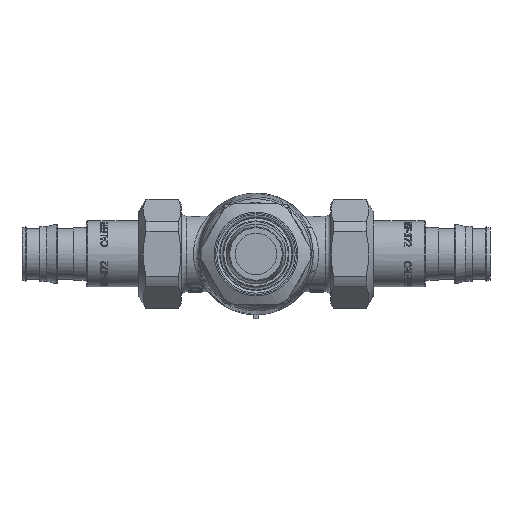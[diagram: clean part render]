
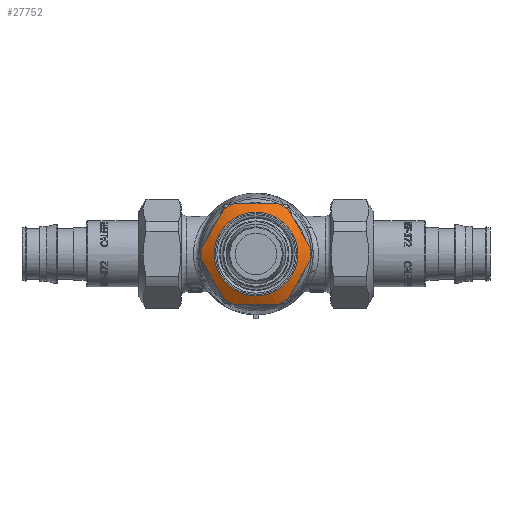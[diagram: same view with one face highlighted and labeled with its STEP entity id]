
A CAD part, front view. The second image highlights one B-rep face of the part: STEP entity #27752.
In plain terms, the highlighted conical face has half-angle 60 degrees and reference radius 17.78 mm.
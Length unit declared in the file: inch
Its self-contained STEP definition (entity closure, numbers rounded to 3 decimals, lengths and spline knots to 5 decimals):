
#39=(
BOUNDED_CURVE()
B_SPLINE_CURVE(2,(#105650,#105651,#105652),.UNSPECIFIED.,.F.,.F.)
B_SPLINE_CURVE_WITH_KNOTS((3,3),(0.,1.67512),.UNSPECIFIED.)
CURVE()
GEOMETRIC_REPRESENTATION_ITEM()
RATIONAL_B_SPLINE_CURVE((1.,1.096,1.))
REPRESENTATION_ITEM('')
);
#40=(
BOUNDED_CURVE()
B_SPLINE_CURVE(2,(#105656,#105657,#105658),.UNSPECIFIED.,.F.,.F.)
B_SPLINE_CURVE_WITH_KNOTS((3,3),(0.,1.67512),.UNSPECIFIED.)
CURVE()
GEOMETRIC_REPRESENTATION_ITEM()
RATIONAL_B_SPLINE_CURVE((1.,1.096,1.))
REPRESENTATION_ITEM('')
);
#41=(
BOUNDED_CURVE()
B_SPLINE_CURVE(2,(#105662,#105663,#105664),.UNSPECIFIED.,.F.,.F.)
B_SPLINE_CURVE_WITH_KNOTS((3,3),(0.,1.67512),.UNSPECIFIED.)
CURVE()
GEOMETRIC_REPRESENTATION_ITEM()
RATIONAL_B_SPLINE_CURVE((1.,1.096,1.))
REPRESENTATION_ITEM('')
);
#42=(
BOUNDED_CURVE()
B_SPLINE_CURVE(2,(#105668,#105669,#105670),.UNSPECIFIED.,.F.,.F.)
B_SPLINE_CURVE_WITH_KNOTS((3,3),(0.,1.67512),.UNSPECIFIED.)
CURVE()
GEOMETRIC_REPRESENTATION_ITEM()
RATIONAL_B_SPLINE_CURVE((1.,1.096,1.))
REPRESENTATION_ITEM('')
);
#43=(
BOUNDED_CURVE()
B_SPLINE_CURVE(2,(#105674,#105675,#105676),.UNSPECIFIED.,.F.,.F.)
B_SPLINE_CURVE_WITH_KNOTS((3,3),(0.,1.67512),.UNSPECIFIED.)
CURVE()
GEOMETRIC_REPRESENTATION_ITEM()
RATIONAL_B_SPLINE_CURVE((1.,1.096,1.))
REPRESENTATION_ITEM('')
);
#44=(
BOUNDED_CURVE()
B_SPLINE_CURVE(2,(#105680,#105681,#105682),.UNSPECIFIED.,.F.,.F.)
B_SPLINE_CURVE_WITH_KNOTS((3,3),(0.,1.67512),.UNSPECIFIED.)
CURVE()
GEOMETRIC_REPRESENTATION_ITEM()
RATIONAL_B_SPLINE_CURVE((1.,1.096,1.))
REPRESENTATION_ITEM('')
);
#1233=CONICAL_SURFACE('',#30270,0.7,1.047);
#3300=FACE_OUTER_BOUND('',#5056,.T.);
#5056=EDGE_LOOP('',(#24526,#24527,#24528,#24529,#24530,#24531,#24532,#24533,
#24534,#24535,#24536,#24537,#24538,#24539,#24540,#24541));
#6334=CIRCLE('',#30267,0.60928);
#6336=CIRCLE('',#30271,0.8);
#6337=CIRCLE('',#30272,0.8);
#6338=CIRCLE('',#30273,0.8);
#6339=CIRCLE('',#30274,0.8);
#6340=CIRCLE('',#30275,0.8);
#6341=CIRCLE('',#30276,0.8);
#6342=CIRCLE('',#30277,0.8);
#7774=LINE('',#105646,#9207);
#9207=VECTOR('',#36572,0.7);
#12625=VERTEX_POINT('',#105638);
#12627=VERTEX_POINT('',#105645);
#12628=VERTEX_POINT('',#105647);
#12629=VERTEX_POINT('',#105649);
#12630=VERTEX_POINT('',#105653);
#12631=VERTEX_POINT('',#105655);
#12632=VERTEX_POINT('',#105659);
#12633=VERTEX_POINT('',#105661);
#12634=VERTEX_POINT('',#105665);
#12635=VERTEX_POINT('',#105667);
#12636=VERTEX_POINT('',#105671);
#12637=VERTEX_POINT('',#105673);
#12638=VERTEX_POINT('',#105677);
#12639=VERTEX_POINT('',#105679);
#16597=EDGE_CURVE('',#12625,#12625,#6334,.T.);
#16599=EDGE_CURVE('',#12625,#12627,#7774,.T.);
#16600=EDGE_CURVE('',#12628,#12627,#6336,.T.);
#16601=EDGE_CURVE('',#12629,#12628,#39,.T.);
#16602=EDGE_CURVE('',#12630,#12629,#6337,.T.);
#16603=EDGE_CURVE('',#12631,#12630,#40,.T.);
#16604=EDGE_CURVE('',#12632,#12631,#6338,.T.);
#16605=EDGE_CURVE('',#12633,#12632,#41,.T.);
#16606=EDGE_CURVE('',#12634,#12633,#6339,.T.);
#16607=EDGE_CURVE('',#12635,#12634,#42,.T.);
#16608=EDGE_CURVE('',#12636,#12635,#6340,.T.);
#16609=EDGE_CURVE('',#12637,#12636,#43,.T.);
#16610=EDGE_CURVE('',#12638,#12637,#6341,.T.);
#16611=EDGE_CURVE('',#12639,#12638,#44,.T.);
#16612=EDGE_CURVE('',#12627,#12639,#6342,.T.);
#24526=ORIENTED_EDGE('',*,*,#16597,.F.);
#24527=ORIENTED_EDGE('',*,*,#16599,.T.);
#24528=ORIENTED_EDGE('',*,*,#16600,.F.);
#24529=ORIENTED_EDGE('',*,*,#16601,.F.);
#24530=ORIENTED_EDGE('',*,*,#16602,.F.);
#24531=ORIENTED_EDGE('',*,*,#16603,.F.);
#24532=ORIENTED_EDGE('',*,*,#16604,.F.);
#24533=ORIENTED_EDGE('',*,*,#16605,.F.);
#24534=ORIENTED_EDGE('',*,*,#16606,.F.);
#24535=ORIENTED_EDGE('',*,*,#16607,.F.);
#24536=ORIENTED_EDGE('',*,*,#16608,.F.);
#24537=ORIENTED_EDGE('',*,*,#16609,.F.);
#24538=ORIENTED_EDGE('',*,*,#16610,.F.);
#24539=ORIENTED_EDGE('',*,*,#16611,.F.);
#24540=ORIENTED_EDGE('',*,*,#16612,.F.);
#24541=ORIENTED_EDGE('',*,*,#16599,.F.);
#27752=ADVANCED_FACE('',(#3300),#1233,.T.);
#30267=AXIS2_PLACEMENT_3D('',#105640,#36564,#36565);
#30270=AXIS2_PLACEMENT_3D('',#105644,#36570,#36571);
#30271=AXIS2_PLACEMENT_3D('',#105648,#36573,#36574);
#30272=AXIS2_PLACEMENT_3D('',#105654,#36575,#36576);
#30273=AXIS2_PLACEMENT_3D('',#105660,#36577,#36578);
#30274=AXIS2_PLACEMENT_3D('',#105666,#36579,#36580);
#30275=AXIS2_PLACEMENT_3D('',#105672,#36581,#36582);
#30276=AXIS2_PLACEMENT_3D('',#105678,#36583,#36584);
#30277=AXIS2_PLACEMENT_3D('',#105683,#36585,#36586);
#36564=DIRECTION('center_axis',(0.,0.,
1.));
#36565=DIRECTION('ref_axis',(-1.,0.,0.));
#36570=DIRECTION('center_axis',(0.,0.,-1.));
#36571=DIRECTION('ref_axis',(1.,0.,0.));
#36572=DIRECTION('',(-0.866,0.,-0.5));
#36573=DIRECTION('center_axis',(0.,0.,-1.));
#36574=DIRECTION('ref_axis',(-1.,0.,0.));
#36575=DIRECTION('center_axis',(0.,0.,-1.));
#36576=DIRECTION('ref_axis',(-1.,0.,0.));
#36577=DIRECTION('center_axis',(0.,0.,-1.));
#36578=DIRECTION('ref_axis',(-1.,0.,0.));
#36579=DIRECTION('center_axis',(0.,0.,-1.));
#36580=DIRECTION('ref_axis',(-1.,0.,0.));
#36581=DIRECTION('center_axis',(0.,0.,-1.));
#36582=DIRECTION('ref_axis',(-1.,0.,0.));
#36583=DIRECTION('center_axis',(0.,0.,-1.));
#36584=DIRECTION('ref_axis',(-1.,0.,0.));
#36585=DIRECTION('center_axis',(0.,0.,-1.));
#36586=DIRECTION('ref_axis',(-1.,0.,0.));
#105638=CARTESIAN_POINT('',(-0.60928,0.,0.62464));
#105640=CARTESIAN_POINT('Origin',(0.,0.,
0.62464));
#105644=CARTESIAN_POINT('Origin',(0.,0.,0.57226));
#105645=CARTESIAN_POINT('',(-0.8,0.,0.51453));
#105646=CARTESIAN_POINT('',(-0.7,0.,0.57226));
#105647=CARTESIAN_POINT('',(-0.79583,-0.08158,0.51453));
#105648=CARTESIAN_POINT('Origin',(0.,0.,0.51453));
#105649=CARTESIAN_POINT('',(-0.46857,-0.64842,0.51453));
#105650=CARTESIAN_POINT('Ctrl Pts',(-0.46857,-0.64842,
0.51453));
#105651=CARTESIAN_POINT('Ctrl Pts',(-0.6322,-0.365,0.59182));
#105652=CARTESIAN_POINT('Ctrl Pts',(-0.79583,-0.08158,
0.51453));
#105653=CARTESIAN_POINT('',(-0.32726,-0.73,0.51453));
#105654=CARTESIAN_POINT('Origin',(0.,0.,0.51453));
#105655=CARTESIAN_POINT('',(0.32726,-0.73,0.51453));
#105656=CARTESIAN_POINT('Ctrl Pts',(0.32726,-0.73,0.51453));
#105657=CARTESIAN_POINT('Ctrl Pts',(0.,-0.73,0.59182));
#105658=CARTESIAN_POINT('Ctrl Pts',(-0.32726,-0.73,0.51453));
#105659=CARTESIAN_POINT('',(0.46857,-0.64842,0.51453));
#105660=CARTESIAN_POINT('Origin',(0.,0.,0.51453));
#105661=CARTESIAN_POINT('',(0.79583,-0.08158,0.51453));
#105662=CARTESIAN_POINT('Ctrl Pts',(0.79583,-0.08158,
0.51453));
#105663=CARTESIAN_POINT('Ctrl Pts',(0.6322,-0.365,
0.59182));
#105664=CARTESIAN_POINT('Ctrl Pts',(0.46857,-0.64842,
0.51453));
#105665=CARTESIAN_POINT('',(0.79583,0.08158,0.51453));
#105666=CARTESIAN_POINT('Origin',(0.,0.,0.51453));
#105667=CARTESIAN_POINT('',(0.46857,0.64842,0.51453));
#105668=CARTESIAN_POINT('Ctrl Pts',(0.46857,0.64842,
0.51453));
#105669=CARTESIAN_POINT('Ctrl Pts',(0.6322,0.365,0.59182));
#105670=CARTESIAN_POINT('Ctrl Pts',(0.79583,0.08158,
0.51453));
#105671=CARTESIAN_POINT('',(0.32726,0.73,0.51453));
#105672=CARTESIAN_POINT('Origin',(0.,0.,0.51453));
#105673=CARTESIAN_POINT('',(-0.32726,0.73,0.51453));
#105674=CARTESIAN_POINT('Ctrl Pts',(-0.32726,0.73,
0.51453));
#105675=CARTESIAN_POINT('Ctrl Pts',(0.,0.73,0.59182));
#105676=CARTESIAN_POINT('Ctrl Pts',(0.32726,0.73,0.51453));
#105677=CARTESIAN_POINT('',(-0.46857,0.64842,0.51453));
#105678=CARTESIAN_POINT('Origin',(0.,0.,0.51453));
#105679=CARTESIAN_POINT('',(-0.79583,0.08158,0.51453));
#105680=CARTESIAN_POINT('Ctrl Pts',(-0.79583,0.08158,
0.51453));
#105681=CARTESIAN_POINT('Ctrl Pts',(-0.6322,0.365,
0.59182));
#105682=CARTESIAN_POINT('Ctrl Pts',(-0.46857,0.64842,
0.51453));
#105683=CARTESIAN_POINT('Origin',(0.,0.,0.51453));
